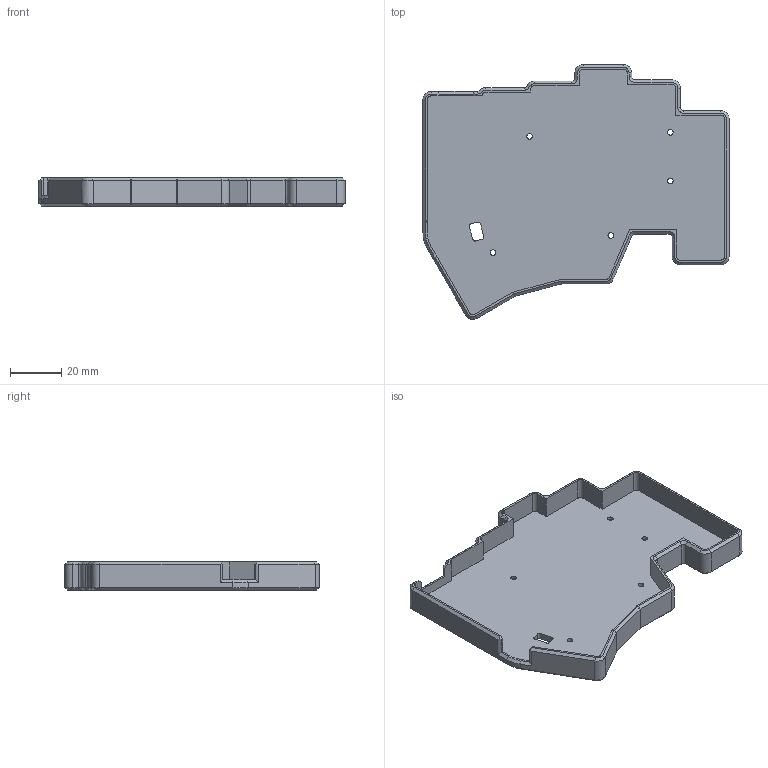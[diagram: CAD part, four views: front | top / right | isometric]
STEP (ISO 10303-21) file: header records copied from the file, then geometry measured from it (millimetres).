
FILE_DESCRIPTION(/* description */ (''),/* implementation_level */ '2;1');
FILE_NAME(/* name */ 'Enclosed Wired Right',/* time_stamp */ '2024-11-16T13:03:46+13:00',/* author */ (''),/* organization */ (''),/* preprocessor_version */ 'ST-DEVELOPER v16.5',/* originating_system */ 'Rhino 7.37',/* authorisation */ '');
FILE_SCHEMA (('AUTOMOTIVE_DESIGN_CC2'));
Length unit declared in the file: millimetre
Products named in the file (1): Document
Bounding box: 119.87 x 99.75 x 11.1 mm (x, y, z)
Volume: 27722.3 mm3; surface area: 25387.4 mm2
Topology: 1 solids, 1 shells, 199 faces, 492 edges, 300 vertices
Faces by surface type: plane 110, cylinder 47, bspline 42
Full cylindrical faces by diameter (mm): 2.2 x5, 5 x1, 5.2 x4
Entity records: 5385 total; most frequent: CARTESIAN_POINT 2194, ORIENTED_EDGE 984, EDGE_CURVE 492, VERTEX_POINT 300, B_SPLINE_CURVE_WITH_KNOTS 284, EDGE_LOOP 216, ADVANCED_FACE 199, FACE_OUTER_BOUND 199
